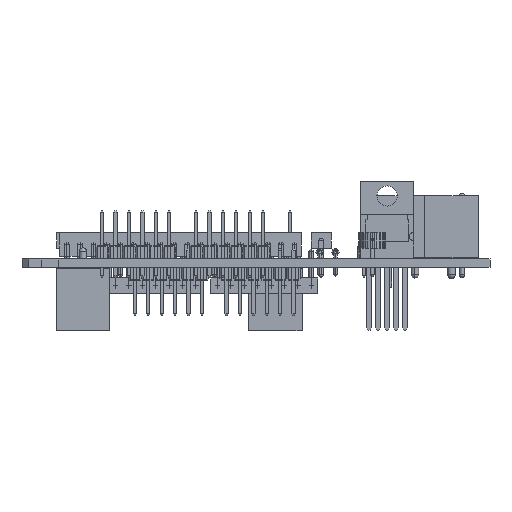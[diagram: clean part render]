
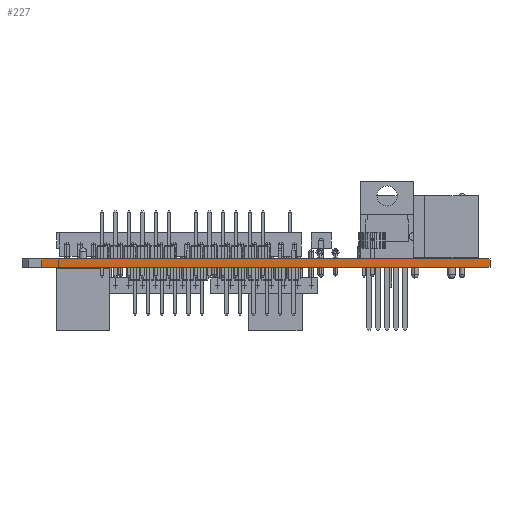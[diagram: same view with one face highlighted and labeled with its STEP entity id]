
A CAD part, left-side view. The second image highlights one B-rep face of the part: STEP entity #227.
In plain terms, the highlighted planar face has unit normal (-1, 0, 0).
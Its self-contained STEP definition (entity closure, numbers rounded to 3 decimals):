
#171 = VERTEX_POINT('',#172);
#172 = CARTESIAN_POINT('',(-93.,32.7,0.803));
#178 = EDGE_CURVE('',#179,#171,#181,.T.);
#179 = VERTEX_POINT('',#180);
#180 = CARTESIAN_POINT('',(-93.,32.7,-0.803));
#181 = LINE('',#182,#183);
#182 = CARTESIAN_POINT('',(-93.,32.7,-0.803));
#183 = VECTOR('',#184,1.);
#184 = DIRECTION('',(0.,0.,1.));
#227 = ADVANCED_FACE('',(#228),#253,.F.);
#228 = FACE_BOUND('',#229,.F.);
#229 = EDGE_LOOP('',(#230,#231,#239,#247));
#230 = ORIENTED_EDGE('',*,*,#178,.T.);
#231 = ORIENTED_EDGE('',*,*,#232,.T.);
#232 = EDGE_CURVE('',#171,#233,#235,.T.);
#233 = VERTEX_POINT('',#234);
#234 = CARTESIAN_POINT('',(-93.,-52.3,0.803));
#235 = LINE('',#236,#237);
#236 = CARTESIAN_POINT('',(-93.,32.7,0.803));
#237 = VECTOR('',#238,1.);
#238 = DIRECTION('',(0.,-1.,0.));
#239 = ORIENTED_EDGE('',*,*,#240,.F.);
#240 = EDGE_CURVE('',#241,#233,#243,.T.);
#241 = VERTEX_POINT('',#242);
#242 = CARTESIAN_POINT('',(-93.,-52.3,-0.803));
#243 = LINE('',#244,#245);
#244 = CARTESIAN_POINT('',(-93.,-52.3,-0.803));
#245 = VECTOR('',#246,1.);
#246 = DIRECTION('',(0.,0.,1.));
#247 = ORIENTED_EDGE('',*,*,#248,.F.);
#248 = EDGE_CURVE('',#179,#241,#249,.T.);
#249 = LINE('',#250,#251);
#250 = CARTESIAN_POINT('',(-93.,32.7,-0.803));
#251 = VECTOR('',#252,1.);
#252 = DIRECTION('',(0.,-1.,0.));
#253 = PLANE('',#254);
#254 = AXIS2_PLACEMENT_3D('',#255,#256,#257);
#255 = CARTESIAN_POINT('',(-93.,32.7,-0.803));
#256 = DIRECTION('',(1.,0.,0.));
#257 = DIRECTION('',(0.,-1.,0.));
